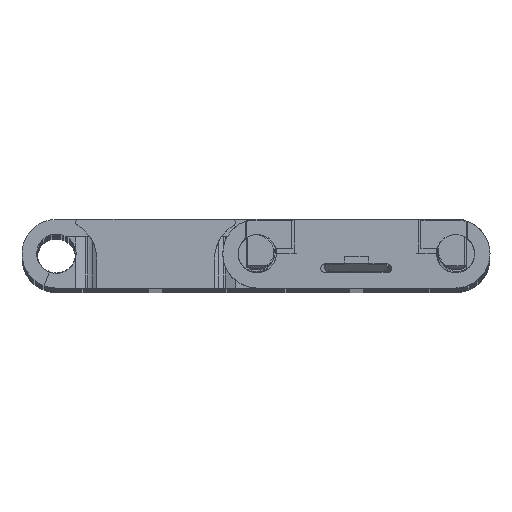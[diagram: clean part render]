
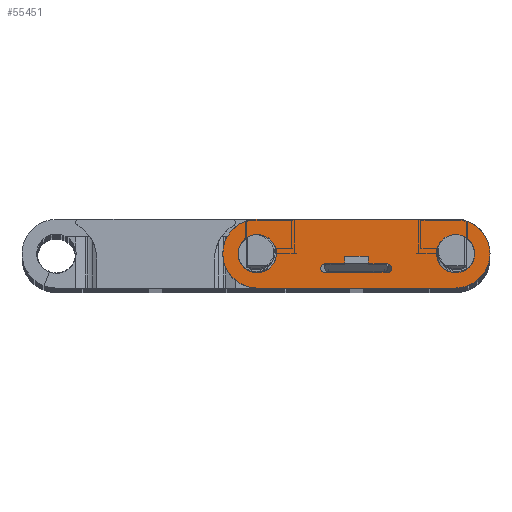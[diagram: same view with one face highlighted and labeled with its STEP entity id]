
A CAD part, top view. The second image highlights one B-rep face of the part: STEP entity #55451.
In plain terms, the highlighted planar face has unit normal (0, 0, 1).
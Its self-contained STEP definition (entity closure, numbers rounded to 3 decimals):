
#68 = CARTESIAN_POINT ( 'NONE',  ( -6.65, 19.604, -2.45 ) ) ;
#1236 = DIRECTION ( 'NONE',  ( 0., 0., 1. ) ) ;
#2366 = ORIENTED_EDGE ( 'NONE', *, *, #22250, .F. ) ;
#4792 = DIRECTION ( 'NONE',  ( 0., -1., 0. ) ) ;
#5660 = EDGE_CURVE ( 'NONE', #89187, #89042, #45255, .T. ) ;
#5691 = DIRECTION ( 'NONE',  ( 0., 1., 0. ) ) ;
#6394 = DIRECTION ( 'NONE',  ( 0., -1., 0. ) ) ;
#7238 = DIRECTION ( 'NONE',  ( 1., 0., 0. ) ) ;
#7372 = CARTESIAN_POINT ( 'NONE',  ( 4.35, 12.55, -2.45 ) ) ;
#7375 = FACE_OUTER_BOUND ( 'NONE', #78083, .T. ) ;
#8417 = PLANE ( 'NONE',  #33057 ) ;
#8736 = VECTOR ( 'NONE', #4792, 1000. ) ;
#9095 = ORIENTED_EDGE ( 'NONE', *, *, #23061, .T. ) ;
#9253 = AXIS2_PLACEMENT_3D ( 'NONE', #83346, #83863, #84381 ) ;
#11231 = CARTESIAN_POINT ( 'NONE',  ( -4.35, -12.55, -2.45 ) ) ;
#12921 = CARTESIAN_POINT ( 'NONE',  ( 4.35, 19.604, -2.45 ) ) ;
#12992 = CARTESIAN_POINT ( 'NONE',  ( 1.35, -1.5, -2.45 ) ) ;
#13160 = CARTESIAN_POINT ( 'NONE',  ( 1.35, 4., -2.45 ) ) ;
#13460 = CARTESIAN_POINT ( 'NONE',  ( 0., -12.55, -2.45 ) ) ;
#13796 = CARTESIAN_POINT ( 'NONE',  ( 0.35, -1.5, -2.45 ) ) ;
#15199 = DIRECTION ( 'NONE',  ( 0., -1., 0. ) ) ;
#15945 = EDGE_CURVE ( 'NONE', #40120, #42926, #69091, .T. ) ;
#16839 = LINE ( 'NONE', #17868, #30256 ) ;
#17868 = CARTESIAN_POINT ( 'NONE',  ( 2.35, 4., -2.45 ) ) ;
#20246 = VERTEX_POINT ( 'NONE', #20977 ) ;
#20465 = EDGE_LOOP ( 'NONE', ( #34543, #45144 ) ) ;
#20977 = CARTESIAN_POINT ( 'NONE',  ( 1.35, 4., -2.45 ) ) ;
#22138 = CARTESIAN_POINT ( 'NONE',  ( 0.35, 1.5, -2.45 ) ) ;
#22238 = ORIENTED_EDGE ( 'NONE', *, *, #92193, .T. ) ;
#22250 = EDGE_CURVE ( 'NONE', #20246, #73382, #22596, .T. ) ;
#22596 = LINE ( 'NONE', #13160, #8736 ) ;
#23061 = EDGE_CURVE ( 'NONE', #65194, #79042, #92229, .T. ) ;
#23168 = CARTESIAN_POINT ( 'NONE',  ( 2.425, 12.55, -2.45 ) ) ;
#23548 = DIRECTION ( 'NONE',  ( 0., 0., -1. ) ) ;
#23639 = CIRCLE ( 'NONE', #38756, 4.35 ) ;
#23779 = VERTEX_POINT ( 'NONE', #12992 ) ;
#25186 = EDGE_LOOP ( 'NONE', ( #61389, #74423, #2366, #59256, #34056, #99187, #86695, #55832 ) ) ;
#26042 = CIRCLE ( 'NONE', #74628, 2.425 ) ;
#26047 = EDGE_CURVE ( 'NONE', #31547, #20246, #28093, .T. ) ;
#27451 = VERTEX_POINT ( 'NONE', #36645 ) ;
#28093 = CIRCLE ( 'NONE', #86788, 0.5 ) ;
#28681 = DIRECTION ( 'NONE',  ( 0., 1., 0. ) ) ;
#29912 = DIRECTION ( 'NONE',  ( 0., 0., 1. ) ) ;
#30256 = VECTOR ( 'NONE', #63594, 1000. ) ;
#30523 = FACE_BOUND ( 'NONE', #20465, .T. ) ;
#30880 = DIRECTION ( 'NONE',  ( 0., 0., -1. ) ) ;
#31026 = DIRECTION ( 'NONE',  ( 0., 0., -1. ) ) ;
#31068 = CARTESIAN_POINT ( 'NONE',  ( 2.425, -12.55, -2.45 ) ) ;
#31547 = VERTEX_POINT ( 'NONE', #71088 ) ;
#32181 = VECTOR ( 'NONE', #36899, 1000. ) ;
#33057 = AXIS2_PLACEMENT_3D ( 'NONE', #68, #31026, #86663 ) ;
#33723 = CIRCLE ( 'NONE', #73924, 4.35 ) ;
#34056 = ORIENTED_EDGE ( 'NONE', *, *, #43108, .F. ) ;
#34465 = CARTESIAN_POINT ( 'NONE',  ( -4.35, 12.55, -2.45 ) ) ;
#34543 = ORIENTED_EDGE ( 'NONE', *, *, #52229, .T. ) ;
#35022 = VERTEX_POINT ( 'NONE', #34465 ) ;
#35047 = AXIS2_PLACEMENT_3D ( 'NONE', #47130, #79127, #7238 ) ;
#36368 = CARTESIAN_POINT ( 'NONE',  ( 1.35, -1.5, -2.45 ) ) ;
#36422 = CARTESIAN_POINT ( 'NONE',  ( 1.35, -4., -2.45 ) ) ;
#36645 = CARTESIAN_POINT ( 'NONE',  ( -2.425, 12.55, -2.45 ) ) ;
#36899 = DIRECTION ( 'NONE',  ( 0., -1., 0. ) ) ;
#38222 = CARTESIAN_POINT ( 'NONE',  ( 0., -12.55, -2.45 ) ) ;
#38255 = AXIS2_PLACEMENT_3D ( 'NONE', #48178, #23548, #95983 ) ;
#38756 = AXIS2_PLACEMENT_3D ( 'NONE', #13460, #1236, #47939 ) ;
#39329 = EDGE_CURVE ( 'NONE', #23779, #52970, #100444, .T. ) ;
#40120 = VERTEX_POINT ( 'NONE', #42252 ) ;
#40900 = CARTESIAN_POINT ( 'NONE',  ( -4.35, 9.7, -2.45 ) ) ;
#42102 = LINE ( 'NONE', #99843, #47387 ) ;
#42252 = CARTESIAN_POINT ( 'NONE',  ( -2.425, -12.55, -2.45 ) ) ;
#42299 = ORIENTED_EDGE ( 'NONE', *, *, #61612, .T. ) ;
#42926 = VERTEX_POINT ( 'NONE', #31068 ) ;
#43108 = EDGE_CURVE ( 'NONE', #62443, #31547, #16839, .T. ) ;
#44180 = EDGE_CURVE ( 'NONE', #75866, #65194, #23639, .T. ) ;
#45144 = ORIENTED_EDGE ( 'NONE', *, *, #15945, .T. ) ;
#45255 = LINE ( 'NONE', #22138, #50465 ) ;
#45954 = EDGE_CURVE ( 'NONE', #79042, #35022, #33723, .T. ) ;
#46816 = ORIENTED_EDGE ( 'NONE', *, *, #45954, .T. ) ;
#47130 = CARTESIAN_POINT ( 'NONE',  ( 1.85, -4., -2.45 ) ) ;
#47387 = VECTOR ( 'NONE', #89881, 1000. ) ;
#47939 = DIRECTION ( 'NONE',  ( 0., 1., 0. ) ) ;
#48061 = CARTESIAN_POINT ( 'NONE',  ( 0., -12.55, -2.45 ) ) ;
#48178 = CARTESIAN_POINT ( 'NONE',  ( 0., 12.55, -2.45 ) ) ;
#50465 = VECTOR ( 'NONE', #6394, 1000. ) ;
#51967 = CARTESIAN_POINT ( 'NONE',  ( 0., 12.55, -2.45 ) ) ;
#52229 = EDGE_CURVE ( 'NONE', #42926, #40120, #26042, .T. ) ;
#52970 = VERTEX_POINT ( 'NONE', #36422 ) ;
#53099 = CARTESIAN_POINT ( 'NONE',  ( 2.35, -4., -2.45 ) ) ;
#54648 = FACE_BOUND ( 'NONE', #61115, .T. ) ;
#55050 = CIRCLE ( 'NONE', #38255, 2.425 ) ;
#55451 = ADVANCED_FACE ( 'Face1', ( #102436, #30523, #7375, #54648 ), #8417, .F. ) ;
#55832 = ORIENTED_EDGE ( 'NONE', *, *, #91616, .F. ) ;
#59256 = ORIENTED_EDGE ( 'NONE', *, *, #26047, .F. ) ;
#60881 = DIRECTION ( 'NONE',  ( 0., 1., 0. ) ) ;
#61115 = EDGE_LOOP ( 'NONE', ( #42299, #22238 ) ) ;
#61389 = ORIENTED_EDGE ( 'NONE', *, *, #5660, .F. ) ;
#61612 = EDGE_CURVE ( 'NONE', #77593, #27451, #55050, .T. ) ;
#62443 = VERTEX_POINT ( 'NONE', #53099 ) ;
#62930 = CIRCLE ( 'NONE', #9253, 2.425 ) ;
#63594 = DIRECTION ( 'NONE',  ( 0., 1., 0. ) ) ;
#64082 = AXIS2_PLACEMENT_3D ( 'NONE', #48061, #64836, #80050 ) ;
#64836 = DIRECTION ( 'NONE',  ( 0., 0., -1. ) ) ;
#64939 = DIRECTION ( 'NONE',  ( 0., 0., 1. ) ) ;
#65194 = VERTEX_POINT ( 'NONE', #99235 ) ;
#65236 = VECTOR ( 'NONE', #15199, 1000. ) ;
#69091 = CIRCLE ( 'NONE', #64082, 2.425 ) ;
#71088 = CARTESIAN_POINT ( 'NONE',  ( 2.35, 4., -2.45 ) ) ;
#71484 = LINE ( 'NONE', #13796, #76235 ) ;
#71853 = LINE ( 'NONE', #40900, #65236 ) ;
#73382 = VERTEX_POINT ( 'NONE', #96373 ) ;
#73924 = AXIS2_PLACEMENT_3D ( 'NONE', #51967, #29912, #60881 ) ;
#74423 = ORIENTED_EDGE ( 'NONE', *, *, #100595, .F. ) ;
#74628 = AXIS2_PLACEMENT_3D ( 'NONE', #38222, #30880, #5691 ) ;
#75866 = VERTEX_POINT ( 'NONE', #11231 ) ;
#76235 = VECTOR ( 'NONE', #95172, 1000. ) ;
#77593 = VERTEX_POINT ( 'NONE', #23168 ) ;
#78083 = EDGE_LOOP ( 'NONE', ( #46816, #87093, #95637, #9095 ) ) ;
#79042 = VERTEX_POINT ( 'NONE', #7372 ) ;
#79127 = DIRECTION ( 'NONE',  ( 0., 0., 1. ) ) ;
#80050 = DIRECTION ( 'NONE',  ( 0., 1., 0. ) ) ;
#81547 = EDGE_CURVE ( 'NONE', #52970, #62443, #83657, .T. ) ;
#83346 = CARTESIAN_POINT ( 'NONE',  ( 0., 12.55, -2.45 ) ) ;
#83657 = CIRCLE ( 'NONE', #35047, 0.5 ) ;
#83863 = DIRECTION ( 'NONE',  ( 0., 0., -1. ) ) ;
#84346 = VECTOR ( 'NONE', #28681, 1000. ) ;
#84381 = DIRECTION ( 'NONE',  ( 0., 1., 0. ) ) ;
#85303 = CARTESIAN_POINT ( 'NONE',  ( 0.35, 1.5, -2.45 ) ) ;
#86663 = DIRECTION ( 'NONE',  ( 0., 1., 0. ) ) ;
#86695 = ORIENTED_EDGE ( 'NONE', *, *, #39329, .F. ) ;
#86788 = AXIS2_PLACEMENT_3D ( 'NONE', #96484, #64939, #97009 ) ;
#87093 = ORIENTED_EDGE ( 'NONE', *, *, #95609, .T. ) ;
#89042 = VERTEX_POINT ( 'NONE', #99014 ) ;
#89187 = VERTEX_POINT ( 'NONE', #85303 ) ;
#89881 = DIRECTION ( 'NONE',  ( -1., 0., 0. ) ) ;
#91616 = EDGE_CURVE ( 'NONE', #89042, #23779, #71484, .T. ) ;
#92193 = EDGE_CURVE ( 'NONE', #27451, #77593, #62930, .T. ) ;
#92229 = LINE ( 'NONE', #12921, #84346 ) ;
#95172 = DIRECTION ( 'NONE',  ( 1., 0., 0. ) ) ;
#95609 = EDGE_CURVE ( 'NONE', #35022, #75866, #71853, .T. ) ;
#95637 = ORIENTED_EDGE ( 'NONE', *, *, #44180, .T. ) ;
#95983 = DIRECTION ( 'NONE',  ( 0., 1., 0. ) ) ;
#96373 = CARTESIAN_POINT ( 'NONE',  ( 1.35, 1.5, -2.45 ) ) ;
#96484 = CARTESIAN_POINT ( 'NONE',  ( 1.85, 4., -2.45 ) ) ;
#97009 = DIRECTION ( 'NONE',  ( -1., 0., 0. ) ) ;
#99014 = CARTESIAN_POINT ( 'NONE',  ( 0.35, -1.5, -2.45 ) ) ;
#99187 = ORIENTED_EDGE ( 'NONE', *, *, #81547, .F. ) ;
#99235 = CARTESIAN_POINT ( 'NONE',  ( 4.35, -12.55, -2.45 ) ) ;
#99843 = CARTESIAN_POINT ( 'NONE',  ( 0.35, 1.5, -2.45 ) ) ;
#100444 = LINE ( 'NONE', #36368, #32181 ) ;
#100595 = EDGE_CURVE ( 'NONE', #73382, #89187, #42102, .T. ) ;
#102436 = FACE_BOUND ( 'NONE', #25186, .T. ) ;
